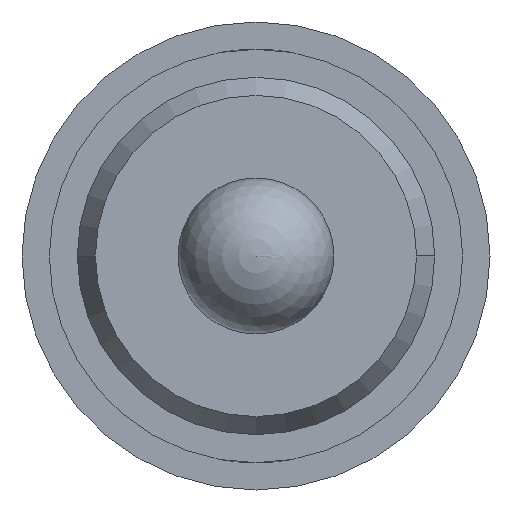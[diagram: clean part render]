
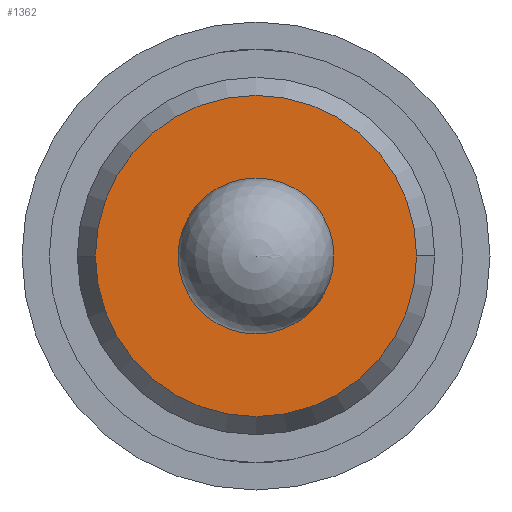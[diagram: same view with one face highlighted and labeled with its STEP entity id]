
A CAD part, front view. The second image highlights one B-rep face of the part: STEP entity #1362.
In plain terms, the highlighted planar face has unit normal (0, -1, 0).
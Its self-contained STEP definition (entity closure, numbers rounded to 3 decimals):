
#75 = DIRECTION ( 'NONE',  ( 0., 0., -1. ) ) ;
#179 = CARTESIAN_POINT ( 'NONE',  ( 0., -28.6, 0.5 ) ) ;
#181 = CIRCLE ( 'NONE', #645, 1.03 ) ;
#242 = AXIS2_PLACEMENT_3D ( 'NONE', #1325, #3315, #5251 ) ;
#327 = ORIENTED_EDGE ( 'NONE', *, *, #1880, .T. ) ;
#365 = PLANE ( 'NONE',  #6404 ) ;
#518 = DIRECTION ( 'NONE',  ( 0., 1., 0. ) ) ;
#645 = AXIS2_PLACEMENT_3D ( 'NONE', #3660, #1173, #4135 ) ;
#742 = VERTEX_POINT ( 'NONE', #3937 ) ;
#1094 = AXIS2_PLACEMENT_3D ( 'NONE', #3496, #518, #75 ) ;
#1173 = DIRECTION ( 'NONE',  ( 0., -1., 0. ) ) ;
#1288 = FACE_OUTER_BOUND ( 'NONE', #3773, .T. ) ;
#1325 = CARTESIAN_POINT ( 'NONE',  ( 0., -28.6, 0. ) ) ;
#1362 = ADVANCED_FACE ( 'Defeature ausgef�hrt1_57', ( #2610, #1288 ), #365, .T. ) ;
#1401 = DIRECTION ( 'NONE',  ( 1., 0., 0. ) ) ;
#1596 = EDGE_CURVE ( 'Defeature ausgef�hrt1_57+Defeature ausgef�hrt1_59+Defeature ausgef�hrt1_59+Defeature ausgef�hrt1_59', #3152, #742, #6359, .T. ) ;
#1880 = EDGE_CURVE ( 'Defeature ausgef�hrt1_57+Defeature ausgef�hrt1_61+Defeature ausgef�hrt1_61+Defeature ausgef�hrt1_61', #3269, #5787, #3178, .T. ) ;
#2390 = CARTESIAN_POINT ( 'NONE',  ( 1.03, -28.6, 0. ) ) ;
#2430 = ORIENTED_EDGE ( 'NONE', *, *, #5578, .T. ) ;
#2610 = FACE_BOUND ( 'NONE', #3968, .T. ) ;
#3031 = DIRECTION ( 'NONE',  ( 1., 0., 0. ) ) ;
#3152 = VERTEX_POINT ( 'NONE', #2390 ) ;
#3178 = CIRCLE ( 'NONE', #242, 0.5 ) ;
#3269 = VERTEX_POINT ( 'NONE', #179 ) ;
#3315 = DIRECTION ( 'NONE',  ( 0., 1., 0. ) ) ;
#3496 = CARTESIAN_POINT ( 'NONE',  ( 0., -28.6, 0. ) ) ;
#3660 = CARTESIAN_POINT ( 'NONE',  ( 0., -28.6, 0. ) ) ;
#3773 = EDGE_LOOP ( 'NONE', ( #2430, #6424 ) ) ;
#3885 = CIRCLE ( 'NONE', #1094, 0.5 ) ;
#3937 = CARTESIAN_POINT ( 'NONE',  ( -1.03, -28.6, 0. ) ) ;
#3968 = EDGE_LOOP ( 'NONE', ( #327, #4610 ) ) ;
#4135 = DIRECTION ( 'NONE',  ( 1., 0., 0. ) ) ;
#4345 = AXIS2_PLACEMENT_3D ( 'NONE', #5033, #5527, #3031 ) ;
#4610 = ORIENTED_EDGE ( 'NONE', *, *, #6155, .T. ) ;
#4877 = CARTESIAN_POINT ( 'NONE',  ( 0., -28.6, -0.5 ) ) ;
#5033 = CARTESIAN_POINT ( 'NONE',  ( 0., -28.6, 0. ) ) ;
#5251 = DIRECTION ( 'NONE',  ( 0., 0., -1. ) ) ;
#5527 = DIRECTION ( 'NONE',  ( 0., -1., 0. ) ) ;
#5578 = EDGE_CURVE ( 'Defeature ausgef�hrt1_57+Defeature ausgef�hrt1_59+Defeature ausgef�hrt1_59+Defeature ausgef�hrt1_59', #742, #3152, #181, .T. ) ;
#5787 = VERTEX_POINT ( 'NONE', #4877 ) ;
#5879 = DIRECTION ( 'NONE',  ( 0., -1., 0. ) ) ;
#6155 = EDGE_CURVE ( 'Defeature ausgef�hrt1_57+Defeature ausgef�hrt1_61+Defeature ausgef�hrt1_61+Defeature ausgef�hrt1_61', #5787, #3269, #3885, .T. ) ;
#6359 = CIRCLE ( 'NONE', #4345, 1.03 ) ;
#6378 = CARTESIAN_POINT ( 'NONE',  ( -1.145, -28.6, 0. ) ) ;
#6404 = AXIS2_PLACEMENT_3D ( 'NONE', #6378, #5879, #1401 ) ;
#6424 = ORIENTED_EDGE ( 'NONE', *, *, #1596, .T. ) ;
